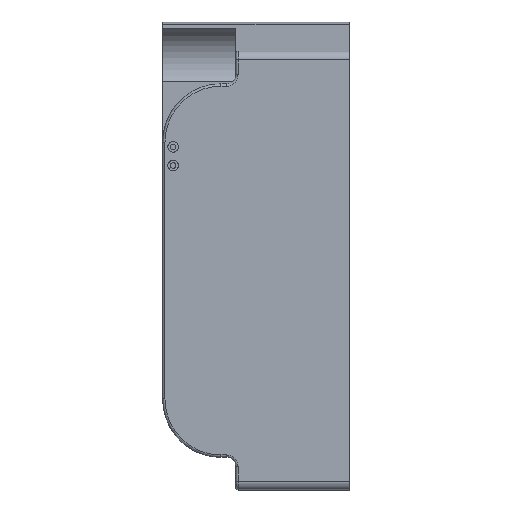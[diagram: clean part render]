
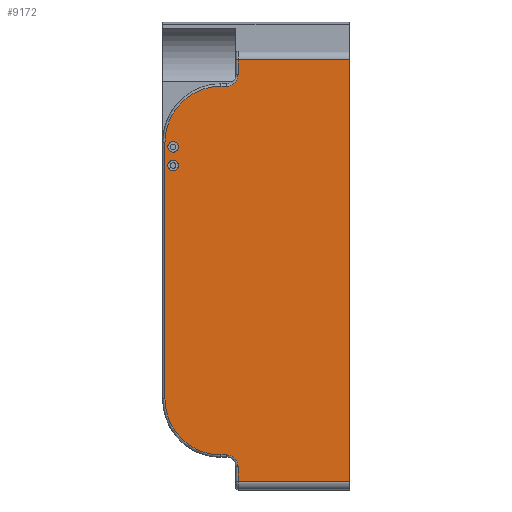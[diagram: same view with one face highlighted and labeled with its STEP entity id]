
A CAD part, left-side view. The second image highlights one B-rep face of the part: STEP entity #9172.
In plain terms, the highlighted planar face has unit normal (-1, 0, 0).
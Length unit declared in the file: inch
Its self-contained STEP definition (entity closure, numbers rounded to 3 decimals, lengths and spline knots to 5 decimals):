
#813=FACE_BOUND('',#1395,.T.);
#814=FACE_BOUND('',#1396,.T.);
#863=FACE_OUTER_BOUND('',#1394,.T.);
#1394=EDGE_LOOP('',(#6152,#6153,#6154,#6155,#6156,#6157,#6158,#6159,#6160,
#6161,#6162,#6163));
#1395=EDGE_LOOP('',(#6164,#6165));
#1396=EDGE_LOOP('',(#6166,#6167));
#1985=CIRCLE('',#9733,0.25);
#1986=CIRCLE('',#9734,1.2);
#1987=CIRCLE('',#9735,1.2);
#1988=CIRCLE('',#9736,0.25);
#1989=CIRCLE('',#9737,0.1125);
#1990=CIRCLE('',#9738,0.1125);
#1991=CIRCLE('',#9739,0.1125);
#1992=CIRCLE('',#9740,0.1125);
#2213=LINE('',#12161,#2969);
#2231=LINE('',#12237,#2987);
#2232=LINE('',#12239,#2988);
#2233=LINE('',#12243,#2989);
#2234=LINE('',#12247,#2990);
#2235=LINE('',#12251,#2991);
#2236=LINE('',#12255,#2992);
#2237=LINE('',#12256,#2993);
#2969=VECTOR('',#10279,0.3937);
#2987=VECTOR('',#10341,0.3937);
#2988=VECTOR('',#10342,0.3937);
#2989=VECTOR('',#10345,0.3937);
#2990=VECTOR('',#10348,0.3937);
#2991=VECTOR('',#10351,0.3937);
#2992=VECTOR('',#10354,0.3937);
#2993=VECTOR('',#10355,0.187);
#3726=VERTEX_POINT('',#12158);
#3727=VERTEX_POINT('',#12160);
#3763=VERTEX_POINT('',#12236);
#3764=VERTEX_POINT('',#12238);
#3765=VERTEX_POINT('',#12240);
#3766=VERTEX_POINT('',#12242);
#3767=VERTEX_POINT('',#12244);
#3768=VERTEX_POINT('',#12246);
#3769=VERTEX_POINT('',#12248);
#3770=VERTEX_POINT('',#12250);
#3771=VERTEX_POINT('',#12252);
#3772=VERTEX_POINT('',#12254);
#3773=VERTEX_POINT('',#12257);
#3774=VERTEX_POINT('',#12258);
#3775=VERTEX_POINT('',#12261);
#3776=VERTEX_POINT('',#12262);
#4671=EDGE_CURVE('',#3726,#3727,#2213,.T.);
#4709=EDGE_CURVE('',#3763,#3726,#2231,.T.);
#4710=EDGE_CURVE('',#3764,#3763,#2232,.T.);
#4711=EDGE_CURVE('',#3765,#3764,#1985,.T.);
#4712=EDGE_CURVE('',#3766,#3765,#2233,.T.);
#4713=EDGE_CURVE('',#3767,#3766,#1986,.T.);
#4714=EDGE_CURVE('',#3768,#3767,#2234,.T.);
#4715=EDGE_CURVE('',#3769,#3768,#1987,.T.);
#4716=EDGE_CURVE('',#3770,#3769,#2235,.T.);
#4717=EDGE_CURVE('',#3771,#3770,#1988,.T.);
#4718=EDGE_CURVE('',#3772,#3771,#2236,.T.);
#4719=EDGE_CURVE('',#3727,#3772,#2237,.T.);
#4720=EDGE_CURVE('',#3773,#3774,#1989,.T.);
#4721=EDGE_CURVE('',#3774,#3773,#1990,.T.);
#4722=EDGE_CURVE('',#3775,#3776,#1991,.T.);
#4723=EDGE_CURVE('',#3776,#3775,#1992,.T.);
#6152=ORIENTED_EDGE('',*,*,#4671,.F.);
#6153=ORIENTED_EDGE('',*,*,#4709,.F.);
#6154=ORIENTED_EDGE('',*,*,#4710,.F.);
#6155=ORIENTED_EDGE('',*,*,#4711,.F.);
#6156=ORIENTED_EDGE('',*,*,#4712,.F.);
#6157=ORIENTED_EDGE('',*,*,#4713,.F.);
#6158=ORIENTED_EDGE('',*,*,#4714,.F.);
#6159=ORIENTED_EDGE('',*,*,#4715,.F.);
#6160=ORIENTED_EDGE('',*,*,#4716,.F.);
#6161=ORIENTED_EDGE('',*,*,#4717,.F.);
#6162=ORIENTED_EDGE('',*,*,#4718,.F.);
#6163=ORIENTED_EDGE('',*,*,#4719,.F.);
#6164=ORIENTED_EDGE('',*,*,#4720,.T.);
#6165=ORIENTED_EDGE('',*,*,#4721,.T.);
#6166=ORIENTED_EDGE('',*,*,#4722,.T.);
#6167=ORIENTED_EDGE('',*,*,#4723,.T.);
#8996=PLANE('',#9732);
#9172=ADVANCED_FACE('',(#863,#813,#814),#8996,.T.);
#9732=AXIS2_PLACEMENT_3D('',#12235,#10339,#10340);
#9733=AXIS2_PLACEMENT_3D('',#12241,#10343,#10344);
#9734=AXIS2_PLACEMENT_3D('',#12245,#10346,#10347);
#9735=AXIS2_PLACEMENT_3D('',#12249,#10349,#10350);
#9736=AXIS2_PLACEMENT_3D('',#12253,#10352,#10353);
#9737=AXIS2_PLACEMENT_3D('',#12259,#10356,#10357);
#9738=AXIS2_PLACEMENT_3D('',#12260,#10358,#10359);
#9739=AXIS2_PLACEMENT_3D('',#12263,#10360,#10361);
#9740=AXIS2_PLACEMENT_3D('',#12264,#10362,#10363);
#10279=DIRECTION('',(0.,0.,-1.));
#10339=DIRECTION('center_axis',(-1.,0.,0.));
#10340=DIRECTION('ref_axis',(0.,-1.,0.));
#10341=DIRECTION('',(0.,-1.,0.));
#10342=DIRECTION('',(0.,0.,1.));
#10343=DIRECTION('center_axis',(-1.,0.,0.));
#10344=DIRECTION('ref_axis',(0.,-0.707,-0.707));
#10345=DIRECTION('',(0.,-1.,0.));
#10346=DIRECTION('center_axis',(1.,0.,0.));
#10347=DIRECTION('ref_axis',(0.,0.707,0.707));
#10348=DIRECTION('',(0.,0.,1.));
#10349=DIRECTION('center_axis',(1.,0.,0.));
#10350=DIRECTION('ref_axis',(0.,0.707,-0.707));
#10351=DIRECTION('',(0.,1.,0.));
#10352=DIRECTION('center_axis',(-1.,0.,0.));
#10353=DIRECTION('ref_axis',(0.,-0.707,0.707));
#10354=DIRECTION('',(0.,0.,1.));
#10355=DIRECTION('',(0.,1.,0.));
#10356=DIRECTION('center_axis',(1.,0.,0.));
#10357=DIRECTION('ref_axis',(0.,-1.,0.));
#10358=DIRECTION('center_axis',(1.,0.,0.));
#10359=DIRECTION('ref_axis',(0.,-1.,0.));
#10360=DIRECTION('center_axis',(1.,0.,0.));
#10361=DIRECTION('ref_axis',(0.,-1.,0.));
#10362=DIRECTION('center_axis',(1.,0.,0.));
#10363=DIRECTION('ref_axis',(0.,-1.,0.));
#12158=CARTESIAN_POINT('',(0.,0.,9.213));
#12160=CARTESIAN_POINT('',(0.,0.,
0.187));
#12161=CARTESIAN_POINT('',(0.,0.,4.85638));
#12235=CARTESIAN_POINT('Origin',(0.,3.563,0.));
#12236=CARTESIAN_POINT('',(0.,2.384,9.213));
#12237=CARTESIAN_POINT('',(0.,2.45722,9.213));
#12238=CARTESIAN_POINT('',(0.,2.384,8.9));
#12239=CARTESIAN_POINT('',(0.,2.384,4.575));
#12240=CARTESIAN_POINT('',(0.,2.634,8.65));
#12241=CARTESIAN_POINT('Origin',(0.,2.634,8.9));
#12242=CARTESIAN_POINT('',(0.,2.75,8.65));
#12243=CARTESIAN_POINT('',(0.,3.9985,8.65));
#12244=CARTESIAN_POINT('',(0.,3.95,7.45));
#12245=CARTESIAN_POINT('Origin',(0.,2.75,7.45));
#12246=CARTESIAN_POINT('',(0.,3.95,1.95));
#12247=CARTESIAN_POINT('',(0.,3.95,4.35));
#12248=CARTESIAN_POINT('',(0.,2.75,0.75));
#12249=CARTESIAN_POINT('Origin',(0.,2.75,1.95));
#12250=CARTESIAN_POINT('',(0.,2.634,0.75));
#12251=CARTESIAN_POINT('',(0.,2.9985,0.75));
#12252=CARTESIAN_POINT('',(0.,2.384,0.5));
#12253=CARTESIAN_POINT('Origin',(0.,2.634,0.5));
#12254=CARTESIAN_POINT('',(0.,2.384,0.187));
#12255=CARTESIAN_POINT('',(0.,2.384,0.125));
#12256=CARTESIAN_POINT('',(0.,2.45722,0.187));
#12257=CARTESIAN_POINT('',(0.,3.6625,6.95));
#12258=CARTESIAN_POINT('',(0.,3.8875,6.95));
#12259=CARTESIAN_POINT('Origin',(0.,3.775,6.95));
#12260=CARTESIAN_POINT('Origin',(0.,3.775,6.95));
#12261=CARTESIAN_POINT('',(0.,3.6625,7.35));
#12262=CARTESIAN_POINT('',(0.,3.8875,7.35));
#12263=CARTESIAN_POINT('Origin',(0.,3.775,7.35));
#12264=CARTESIAN_POINT('Origin',(0.,3.775,7.35));
